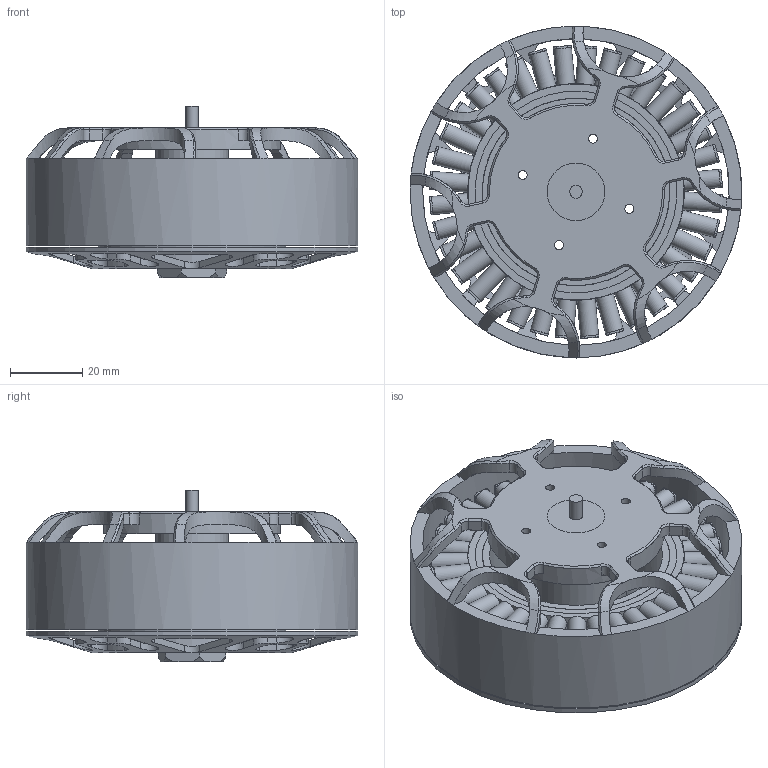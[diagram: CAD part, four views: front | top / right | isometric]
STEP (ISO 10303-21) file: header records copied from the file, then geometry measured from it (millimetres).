
FILE_DESCRIPTION(/* description */ (''),/* implementation_level */ '2;1');
FILE_NAME(/* name */ 'Eaglepower8318 v7.step',/* time_stamp */ '2024-04-18T18:47:31+02:00',/* author */ (''),/* organization */ (''),/* preprocessor_version */ 'ST-DEVELOPER v20',/* originating_system */ 'Autodesk Translation Framework v12.20.1.177',/* authorisation */ '');
FILE_SCHEMA (('AUTOMOTIVE_DESIGN { 1 0 10303 214 3 1 1 }'));
Length unit declared in the file: millimetre
Products named in the file (4): Eaglepower8318; MOTOR STATOR REV01; Rotor; Stator
Assembly tree (3 placements, depth 2):
  Eaglepower8318
    MOTOR STATOR REV01
    Rotor
    Stator
Bounding box: 92 x 92 x 47.5 mm (x, y, z)
Volume: 111200.1 mm3; surface area: 90945.7 mm2
Topology: 77 solids, 77 shells, 996 faces, 2458 edges, 1597 vertices
Faces by surface type: cylinder 442, plane 425, bspline 78, cone 33, torus 18
Full cylindrical faces by diameter (mm): 2.5 x4, 3 x4, 3.5 x1, 12 x2, 16 x2, 18 x1, 20 x1, 21 x2, 26 x1, 48 x1, 49 x1, 52 x2, 56 x2, 60 x1, 85 x1, 92 x2
Entity records: 39273 total; most frequent: CARTESIAN_POINT 16180, ORIENTED_EDGE 4916, DIRECTION 4457, EDGE_CURVE 2458, AXIS2_PLACEMENT_3D 1649, VERTEX_POINT 1597, LINE 1159, VECTOR 1159
